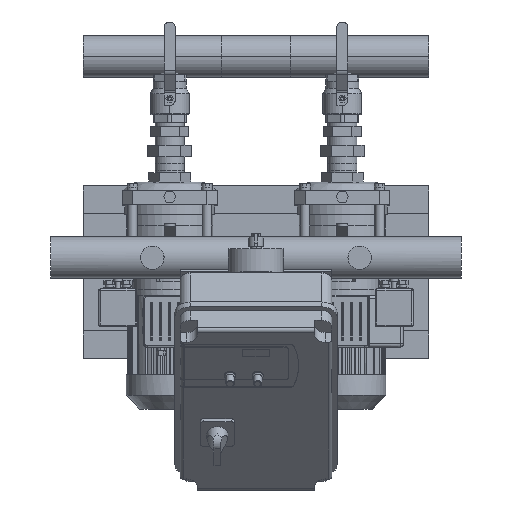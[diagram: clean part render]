
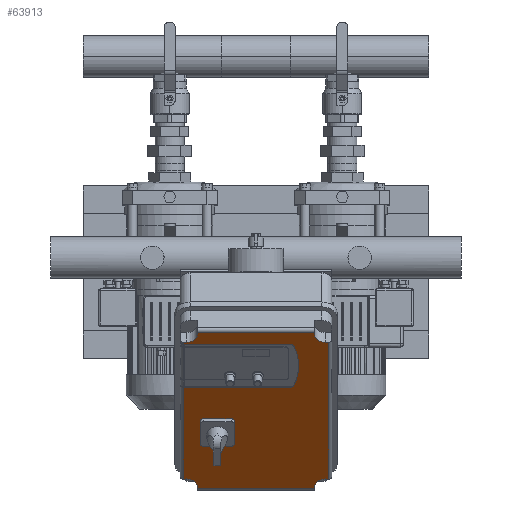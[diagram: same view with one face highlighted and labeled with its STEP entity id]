
A CAD part, top view. The second image highlights one B-rep face of the part: STEP entity #63913.
In plain terms, the highlighted planar face has unit normal (0, -0.707, 0.707).
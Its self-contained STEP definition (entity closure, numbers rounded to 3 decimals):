
#63453=CARTESIAN_POINT('',(145.,-187.584,602.271));
#63454=VERTEX_POINT('',#63453);
#63462=CARTESIAN_POINT('',(300.042,-187.584,602.271));
#63463=VERTEX_POINT('',#63462);
#63464=CARTESIAN_POINT('',(300.042,-187.584,602.271));
#63465=DIRECTION('',(-1.0,0.0,0.0));
#63466=VECTOR('',#63465,155.042);
#63467=LINE('',#63464,#63466);
#63468=EDGE_CURVE('',#63463,#63454,#63467,.T.);
#63495=CARTESIAN_POINT('',(304.726,-128.364,661.492));
#63496=VERTEX_POINT('',#63495);
#63503=CARTESIAN_POINT('',(300.042,-126.066,663.79));
#63504=VERTEX_POINT('',#63503);
#63505=CARTESIAN_POINT('',(300.042,-129.602,660.254));
#63506=DIRECTION('',(0.,0.707,-0.707));
#63507=DIRECTION('',(0.937,0.247,0.247));
#63508=AXIS2_PLACEMENT_3D('',#63505,#63506,#63507);
#63509=CIRCLE('',#63508,5.);
#63510=EDGE_CURVE('',#63504,#63496,#63509,.T.);
#63536=CARTESIAN_POINT('',(304.726,-185.286,604.569));
#63537=VERTEX_POINT('',#63536);
#63538=CARTESIAN_POINT('',(300.042,-184.049,605.807));
#63539=DIRECTION('',(0.0,0.707,-0.707));
#63540=DIRECTION('',(0.,-0.707,-0.707));
#63541=AXIS2_PLACEMENT_3D('',#63538,#63539,#63540);
#63542=CIRCLE('',#63541,5.);
#63543=EDGE_CURVE('',#63537,#63463,#63542,.T.);
#63567=CARTESIAN_POINT('',(197.,-156.825,633.03));
#63568=DIRECTION('',(0.,0.707,-0.707));
#63569=DIRECTION('',(0.937,-0.247,-0.247));
#63570=AXIS2_PLACEMENT_3D('',#63567,#63568,#63569);
#63571=CIRCLE('',#63570,115.0);
#63572=EDGE_CURVE('',#63496,#63537,#63571,.T.);
#63592=CARTESIAN_POINT('',(145.0,-320.52,469.335));
#63593=VERTEX_POINT('',#63592);
#63601=CARTESIAN_POINT('',(145.0,-320.52,469.335));
#63602=DIRECTION('',(0.,0.707,0.707));
#63603=VECTOR('',#63602,188.);
#63604=LINE('',#63601,#63603);
#63605=EDGE_CURVE('',#63593,#63454,#63604,.T.);
#63703=CARTESIAN_POINT('',(335.0,-108.388,681.467));
#63704=VERTEX_POINT('',#63703);
#63722=CARTESIAN_POINT('',(165.,-108.388,681.467));
#63723=VERTEX_POINT('',#63722);
#63731=CARTESIAN_POINT('',(165.,-108.388,681.467));
#63732=DIRECTION('',(1.0,0.0,0.0));
#63733=VECTOR('',#63732,170.);
#63734=LINE('',#63731,#63733);
#63735=EDGE_CURVE('',#63723,#63704,#63734,.T.);
#63746=CARTESIAN_POINT('',(335.0,-111.924,677.932));
#63747=VERTEX_POINT('',#63746);
#63748=CARTESIAN_POINT('',(335.0,-111.924,677.932));
#63749=DIRECTION('',(0.0,0.707,0.707));
#63750=VECTOR('',#63749,5.);
#63751=LINE('',#63748,#63750);
#63752=EDGE_CURVE('',#63747,#63704,#63751,.T.);
#63779=CARTESIAN_POINT('',(250.0,-221.525,568.33));
#63780=DIRECTION('',(0.0,-0.707,0.707));
#63781=DIRECTION('',(0.,-0.707,-0.707));
#63782=AXIS2_PLACEMENT_3D('',#63779,#63780,#63781);
#63783=PLANE('',#63782);
#63784=ORIENTED_EDGE('',*,*,#63468,.T.);
#63785=ORIENTED_EDGE('',*,*,#63605,.F.);
#63786=CARTESIAN_POINT('',(150.0,-320.52,469.335));
#63787=VERTEX_POINT('',#63786);
#63788=CARTESIAN_POINT('',(145.0,-320.52,469.335));
#63789=DIRECTION('',(1.0,0.0,0.0));
#63790=VECTOR('',#63789,5.0);
#63791=LINE('',#63788,#63790);
#63792=EDGE_CURVE('',#63593,#63787,#63791,.T.);
#63793=ORIENTED_EDGE('',*,*,#63792,.T.);
#63794=CARTESIAN_POINT('',(165.0,-331.127,458.729));
#63795=VERTEX_POINT('',#63794);
#63796=CARTESIAN_POINT('',(150.0,-331.127,458.729));
#63797=DIRECTION('',(0.0,0.707,-0.707));
#63798=DIRECTION('',(1.0,0.0,0.0));
#63799=AXIS2_PLACEMENT_3D('',#63796,#63797,#63798);
#63800=CIRCLE('',#63799,15.);
#63801=EDGE_CURVE('',#63787,#63795,#63800,.T.);
#63802=ORIENTED_EDGE('',*,*,#63801,.T.);
#63803=CARTESIAN_POINT('',(165.0,-334.663,455.193));
#63804=VERTEX_POINT('',#63803);
#63805=CARTESIAN_POINT('',(165.0,-331.127,458.729));
#63806=DIRECTION('',(0.0,-0.707,-0.707));
#63807=VECTOR('',#63806,5.);
#63808=LINE('',#63805,#63807);
#63809=EDGE_CURVE('',#63795,#63804,#63808,.T.);
#63810=ORIENTED_EDGE('',*,*,#63809,.T.);
#63811=CARTESIAN_POINT('',(335.0,-334.663,455.193));
#63812=VERTEX_POINT('',#63811);
#63813=CARTESIAN_POINT('',(335.0,-334.663,455.193));
#63814=DIRECTION('',(-1.0,0.0,0.0));
#63815=VECTOR('',#63814,170.0);
#63816=LINE('',#63813,#63815);
#63817=EDGE_CURVE('',#63812,#63804,#63816,.T.);
#63818=ORIENTED_EDGE('',*,*,#63817,.F.);
#63819=CARTESIAN_POINT('',(335.0,-331.127,458.729));
#63820=VERTEX_POINT('',#63819);
#63821=CARTESIAN_POINT('',(335.0,-334.663,455.193));
#63822=DIRECTION('',(0.0,0.707,0.707));
#63823=VECTOR('',#63822,5.0);
#63824=LINE('',#63821,#63823);
#63825=EDGE_CURVE('',#63812,#63820,#63824,.T.);
#63826=ORIENTED_EDGE('',*,*,#63825,.T.);
#63827=CARTESIAN_POINT('',(350.,-320.52,469.335));
#63828=VERTEX_POINT('',#63827);
#63829=CARTESIAN_POINT('',(350.,-331.127,458.729));
#63830=DIRECTION('',(0.0,0.707,-0.707));
#63831=DIRECTION('',(0.,0.707,0.707));
#63832=AXIS2_PLACEMENT_3D('',#63829,#63830,#63831);
#63833=CIRCLE('',#63832,15.);
#63834=EDGE_CURVE('',#63820,#63828,#63833,.T.);
#63835=ORIENTED_EDGE('',*,*,#63834,.T.);
#63836=CARTESIAN_POINT('',(355.0,-320.52,469.335));
#63837=VERTEX_POINT('',#63836);
#63838=CARTESIAN_POINT('',(350.,-320.52,469.335));
#63839=DIRECTION('',(1.0,0.0,0.0));
#63840=VECTOR('',#63839,5.);
#63841=LINE('',#63838,#63840);
#63842=EDGE_CURVE('',#63828,#63837,#63841,.T.);
#63843=ORIENTED_EDGE('',*,*,#63842,.T.);
#63844=CARTESIAN_POINT('',(355.0,-122.53,667.325));
#63845=VERTEX_POINT('',#63844);
#63846=CARTESIAN_POINT('',(355.0,-122.53,667.325));
#63847=DIRECTION('',(0.0,-0.707,-0.707));
#63848=VECTOR('',#63847,280.);
#63849=LINE('',#63846,#63848);
#63850=EDGE_CURVE('',#63845,#63837,#63849,.T.);
#63851=ORIENTED_EDGE('',*,*,#63850,.F.);
#63852=CARTESIAN_POINT('',(350.0,-122.53,667.325));
#63853=VERTEX_POINT('',#63852);
#63854=CARTESIAN_POINT('',(355.0,-122.53,667.325));
#63855=DIRECTION('',(-1.0,0.0,0.0));
#63856=VECTOR('',#63855,5.0);
#63857=LINE('',#63854,#63856);
#63858=EDGE_CURVE('',#63845,#63853,#63857,.T.);
#63859=ORIENTED_EDGE('',*,*,#63858,.T.);
#63860=CARTESIAN_POINT('',(350.0,-111.924,677.932));
#63861=DIRECTION('',(0.0,0.707,-0.707));
#63862=DIRECTION('',(-1.0,0.0,0.0));
#63863=AXIS2_PLACEMENT_3D('',#63860,#63861,#63862);
#63864=CIRCLE('',#63863,15.0);
#63865=EDGE_CURVE('',#63853,#63747,#63864,.T.);
#63866=ORIENTED_EDGE('',*,*,#63865,.T.);
#63867=ORIENTED_EDGE('',*,*,#63752,.T.);
#63868=ORIENTED_EDGE('',*,*,#63735,.F.);
#63869=CARTESIAN_POINT('',(165.,-111.924,677.932));
#63870=VERTEX_POINT('',#63869);
#63871=CARTESIAN_POINT('',(165.,-108.388,681.467));
#63872=DIRECTION('',(0.0,-0.707,-0.707));
#63873=VECTOR('',#63872,5.);
#63874=LINE('',#63871,#63873);
#63875=EDGE_CURVE('',#63723,#63870,#63874,.T.);
#63876=ORIENTED_EDGE('',*,*,#63875,.T.);
#63877=CARTESIAN_POINT('',(150.,-122.53,667.325));
#63878=VERTEX_POINT('',#63877);
#63879=CARTESIAN_POINT('',(150.,-111.924,677.932));
#63880=DIRECTION('',(0.0,0.707,-0.707));
#63881=DIRECTION('',(0.,-0.707,-0.707));
#63882=AXIS2_PLACEMENT_3D('',#63879,#63880,#63881);
#63883=CIRCLE('',#63882,15.);
#63884=EDGE_CURVE('',#63870,#63878,#63883,.T.);
#63885=ORIENTED_EDGE('',*,*,#63884,.T.);
#63886=CARTESIAN_POINT('',(145.,-122.53,667.325));
#63887=VERTEX_POINT('',#63886);
#63888=CARTESIAN_POINT('',(150.,-122.53,667.325));
#63889=DIRECTION('',(-1.0,0.0,0.0));
#63890=VECTOR('',#63889,5.0);
#63891=LINE('',#63888,#63890);
#63892=EDGE_CURVE('',#63878,#63887,#63891,.T.);
#63893=ORIENTED_EDGE('',*,*,#63892,.T.);
#63894=CARTESIAN_POINT('',(145.,-126.066,663.79));
#63895=VERTEX_POINT('',#63894);
#63896=CARTESIAN_POINT('',(145.,-126.066,663.79));
#63897=DIRECTION('',(0.,0.707,0.707));
#63898=VECTOR('',#63897,5.);
#63899=LINE('',#63896,#63898);
#63900=EDGE_CURVE('',#63895,#63887,#63899,.T.);
#63901=ORIENTED_EDGE('',*,*,#63900,.F.);
#63902=CARTESIAN_POINT('',(145.,-126.066,663.79));
#63903=DIRECTION('',(1.0,0.0,0.0));
#63904=VECTOR('',#63903,155.042);
#63905=LINE('',#63902,#63904);
#63906=EDGE_CURVE('',#63895,#63504,#63905,.T.);
#63907=ORIENTED_EDGE('',*,*,#63906,.T.);
#63908=ORIENTED_EDGE('',*,*,#63510,.T.);
#63909=ORIENTED_EDGE('',*,*,#63572,.T.);
#63910=ORIENTED_EDGE('',*,*,#63543,.T.);
#63911=EDGE_LOOP('',(#63784,#63785,#63793,#63802,#63810,#63818,#63826,#63835,#63843,#63851,#63859,#63866,#63867,#63868,#63876,#63885,#63893,#63901,#63907,#63908,#63909,#63910));
#63912=FACE_OUTER_BOUND('',#63911,.T.);
#63913=ADVANCED_FACE('',(#63912),#63783,.T.);
